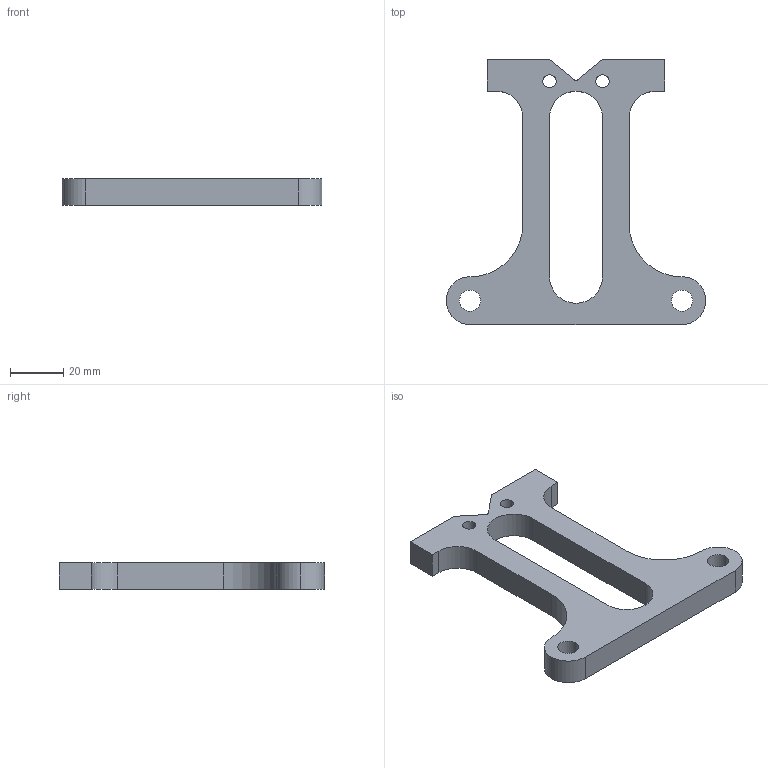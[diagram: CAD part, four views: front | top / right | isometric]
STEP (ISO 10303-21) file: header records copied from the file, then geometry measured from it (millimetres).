
FILE_DESCRIPTION (( 'STEP AP214' ), '1' );
FILE_NAME ('RotorHolder2x.STEP', '2025-03-08T19:33:50', ( '' ), ( '' ), 'SwSTEP 2.0', 'SolidWorks 2024', '' );
FILE_SCHEMA (( 'AUTOMOTIVE_DESIGN' ));
Length unit declared in the file: metre
Products named in the file (1): RotorHolder2x
Bounding box: 98 x 100 x 10 mm (x, y, z)
Volume: 37762.6 mm3; surface area: 14340.1 mm2
Topology: 1 solids, 1 shells, 35 faces, 99 edges, 66 vertices
Faces by surface type: cylinder 20, plane 15
Entity records: 1196 total; most frequent: DIRECTION 211, CARTESIAN_POINT 201, ORIENTED_EDGE 198, EDGE_CURVE 99, AXIS2_PLACEMENT_3D 76, VERTEX_POINT 66, VECTOR 59, LINE 59
